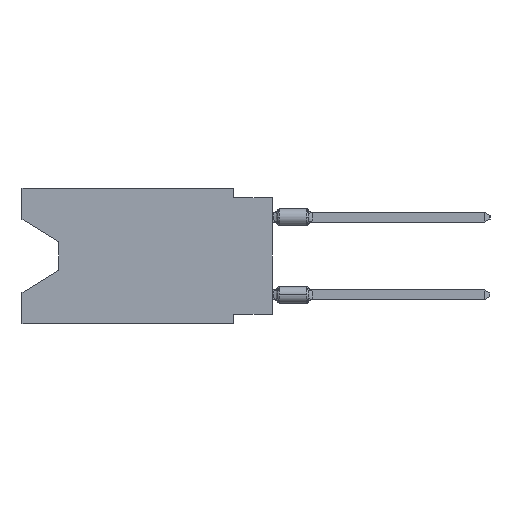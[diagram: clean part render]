
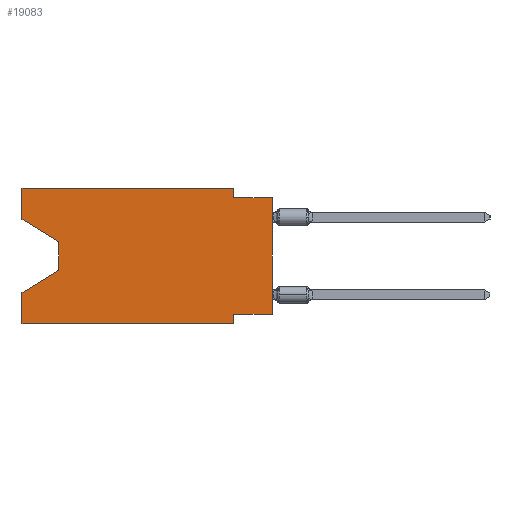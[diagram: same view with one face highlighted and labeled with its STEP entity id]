
A CAD part, left-side view. The second image highlights one B-rep face of the part: STEP entity #19083.
In plain terms, the highlighted planar face has unit normal (-1, 0, 0).
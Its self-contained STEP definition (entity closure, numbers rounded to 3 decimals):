
#273 = CARTESIAN_POINT ( 'NONE',  ( 0., 16.383, 0. ) ) ;
#315 = VECTOR ( 'NONE', #7795, 1000. ) ;
#573 = ORIENTED_EDGE ( 'NONE', *, *, #3585, .T. ) ;
#1104 = CARTESIAN_POINT ( 'NONE',  ( 0., 0., -8.255 ) ) ;
#1664 = CARTESIAN_POINT ( 'NONE',  ( 0., 2.54, 0. ) ) ;
#2285 = EDGE_CURVE ( 'NONE', #12278, #10229, #15451, .T. ) ;
#2321 = LINE ( 'NONE', #13809, #2919 ) ;
#2866 = EDGE_LOOP ( 'NONE', ( #6748, #6010, #14016, #17087, #22094, #9300, #27782, #573, #25492, #14452, #28378, #21813 ) ) ;
#2919 = VECTOR ( 'NONE', #20078, 1000. ) ;
#3585 = EDGE_CURVE ( 'NONE', #22362, #14561, #28439, .T. ) ;
#3674 = CARTESIAN_POINT ( 'NONE',  ( 0., 16.383, -6.852 ) ) ;
#3987 = VECTOR ( 'NONE', #4166, 1000. ) ;
#4166 = DIRECTION ( 'NONE',  ( 0., 0.855, -0.519 ) ) ;
#5017 = DIRECTION ( 'NONE',  ( 0., 0., -1. ) ) ;
#5321 = EDGE_CURVE ( 'NONE', #18704, #20862, #15485, .T. ) ;
#5693 = DIRECTION ( 'NONE',  ( 0., 0., -1. ) ) ;
#5737 = EDGE_CURVE ( 'NONE', #12278, #17777, #11268, .T. ) ;
#5872 = DIRECTION ( 'NONE',  ( 0., 1., 0. ) ) ;
#5909 = VERTEX_POINT ( 'NONE', #20932 ) ;
#6010 = ORIENTED_EDGE ( 'NONE', *, *, #22680, .T. ) ;
#6213 = DIRECTION ( 'NONE',  ( 0., 0., 1. ) ) ;
#6707 = VERTEX_POINT ( 'NONE', #23185 ) ;
#6748 = ORIENTED_EDGE ( 'NONE', *, *, #5737, .T. ) ;
#6909 = AXIS2_PLACEMENT_3D ( 'NONE', #273, #9389, #27528 ) ;
#7249 = EDGE_CURVE ( 'NONE', #5909, #20862, #17840, .T. ) ;
#7795 = DIRECTION ( 'NONE',  ( 0., 0., -1. ) ) ;
#8064 = DIRECTION ( 'NONE',  ( 0., 0., 1. ) ) ;
#8559 = VERTEX_POINT ( 'NONE', #26039 ) ;
#8950 = LINE ( 'NONE', #25138, #9489 ) ;
#9139 = VECTOR ( 'NONE', #5693, 1000. ) ;
#9300 = ORIENTED_EDGE ( 'NONE', *, *, #21967, .F. ) ;
#9311 = EDGE_CURVE ( 'NONE', #8559, #16835, #22087, .T. ) ;
#9389 = DIRECTION ( 'NONE',  ( 1., 0., 0. ) ) ;
#9489 = VECTOR ( 'NONE', #16202, 1000. ) ;
#10000 = LINE ( 'NONE', #10442, #15178 ) ;
#10229 = VERTEX_POINT ( 'NONE', #26755 ) ;
#10442 = CARTESIAN_POINT ( 'NONE',  ( 0., 0., -0.635 ) ) ;
#10567 = EDGE_CURVE ( 'NONE', #22362, #27199, #17203, .T. ) ;
#11093 = CARTESIAN_POINT ( 'NONE',  ( 0., 0., -8.255 ) ) ;
#11268 = LINE ( 'NONE', #18248, #18714 ) ;
#11965 = LINE ( 'NONE', #14500, #315 ) ;
#12278 = VERTEX_POINT ( 'NONE', #17971 ) ;
#13809 = CARTESIAN_POINT ( 'NONE',  ( 0., 16.383, -8.89 ) ) ;
#13976 = LINE ( 'NONE', #23048, #25967 ) ;
#14016 = ORIENTED_EDGE ( 'NONE', *, *, #5321, .T. ) ;
#14097 = EDGE_CURVE ( 'NONE', #16835, #14561, #10000, .T. ) ;
#14414 = VECTOR ( 'NONE', #5872, 1000. ) ;
#14452 = ORIENTED_EDGE ( 'NONE', *, *, #9311, .F. ) ;
#14500 = CARTESIAN_POINT ( 'NONE',  ( 0., 13.97, -3.505 ) ) ;
#14561 = VERTEX_POINT ( 'NONE', #27714 ) ;
#15178 = VECTOR ( 'NONE', #21476, 1000. ) ;
#15450 = DIRECTION ( 'NONE',  ( 0., -0.855, -0.519 ) ) ;
#15451 = LINE ( 'NONE', #26747, #20276 ) ;
#15485 = LINE ( 'NONE', #22470, #3987 ) ;
#16202 = DIRECTION ( 'NONE',  ( 0., -1., 0. ) ) ;
#16835 = VERTEX_POINT ( 'NONE', #23939 ) ;
#17087 = ORIENTED_EDGE ( 'NONE', *, *, #7249, .F. ) ;
#17203 = LINE ( 'NONE', #1104, #14414 ) ;
#17777 = VERTEX_POINT ( 'NONE', #24291 ) ;
#17840 = LINE ( 'NONE', #22007, #21889 ) ;
#17971 = CARTESIAN_POINT ( 'NONE',  ( 0., 16.383, -2.038 ) ) ;
#18248 = CARTESIAN_POINT ( 'NONE',  ( 0., 16.383, -2.038 ) ) ;
#18460 = FACE_OUTER_BOUND ( 'NONE', #2866, .T. ) ;
#18704 = VERTEX_POINT ( 'NONE', #28747 ) ;
#18714 = VECTOR ( 'NONE', #15450, 1000. ) ;
#19083 = ADVANCED_FACE ( 'NONE', ( #18460 ), #23914, .F. ) ;
#19889 = VECTOR ( 'NONE', #8064, 1000. ) ;
#20078 = DIRECTION ( 'NONE',  ( 0., -1., 0. ) ) ;
#20254 = CARTESIAN_POINT ( 'NONE',  ( 0., 2.54, -8.255 ) ) ;
#20276 = VECTOR ( 'NONE', #6213, 1000. ) ;
#20862 = VERTEX_POINT ( 'NONE', #3674 ) ;
#20932 = CARTESIAN_POINT ( 'NONE',  ( 0., 16.383, -8.89 ) ) ;
#21476 = DIRECTION ( 'NONE',  ( 0., -1., 0. ) ) ;
#21813 = ORIENTED_EDGE ( 'NONE', *, *, #2285, .F. ) ;
#21889 = VECTOR ( 'NONE', #24526, 1000. ) ;
#21967 = EDGE_CURVE ( 'NONE', #27199, #6707, #13976, .T. ) ;
#22007 = CARTESIAN_POINT ( 'NONE',  ( 0., 16.383, 0. ) ) ;
#22087 = LINE ( 'NONE', #1664, #9139 ) ;
#22094 = ORIENTED_EDGE ( 'NONE', *, *, #27570, .T. ) ;
#22362 = VERTEX_POINT ( 'NONE', #11093 ) ;
#22470 = CARTESIAN_POINT ( 'NONE',  ( 0., 13.97, -5.385 ) ) ;
#22680 = EDGE_CURVE ( 'NONE', #17777, #18704, #11965, .T. ) ;
#23048 = CARTESIAN_POINT ( 'NONE',  ( 0., 2.54, -8.89 ) ) ;
#23185 = CARTESIAN_POINT ( 'NONE',  ( 0., 2.54, -8.89 ) ) ;
#23914 = PLANE ( 'NONE',  #6909 ) ;
#23939 = CARTESIAN_POINT ( 'NONE',  ( 0., 2.54, -0.635 ) ) ;
#24291 = CARTESIAN_POINT ( 'NONE',  ( 0., 13.97, -3.505 ) ) ;
#24526 = DIRECTION ( 'NONE',  ( 0., 0., 1. ) ) ;
#25138 = CARTESIAN_POINT ( 'NONE',  ( 0., 16.383, 0. ) ) ;
#25492 = ORIENTED_EDGE ( 'NONE', *, *, #14097, .F. ) ;
#25967 = VECTOR ( 'NONE', #5017, 1000. ) ;
#26039 = CARTESIAN_POINT ( 'NONE',  ( 0., 2.54, 0. ) ) ;
#26747 = CARTESIAN_POINT ( 'NONE',  ( 0., 16.383, 0. ) ) ;
#26755 = CARTESIAN_POINT ( 'NONE',  ( 0., 16.383, 0. ) ) ;
#27199 = VERTEX_POINT ( 'NONE', #20254 ) ;
#27528 = DIRECTION ( 'NONE',  ( 0., 0., -1. ) ) ;
#27570 = EDGE_CURVE ( 'NONE', #5909, #6707, #2321, .T. ) ;
#27714 = CARTESIAN_POINT ( 'NONE',  ( 0., 0., -0.635 ) ) ;
#27782 = ORIENTED_EDGE ( 'NONE', *, *, #10567, .F. ) ;
#28378 = ORIENTED_EDGE ( 'NONE', *, *, #28381, .F. ) ;
#28381 = EDGE_CURVE ( 'NONE', #10229, #8559, #8950, .T. ) ;
#28439 = LINE ( 'NONE', #28901, #19889 ) ;
#28747 = CARTESIAN_POINT ( 'NONE',  ( 0., 13.97, -5.385 ) ) ;
#28901 = CARTESIAN_POINT ( 'NONE',  ( 0., 0., 0. ) ) ;
